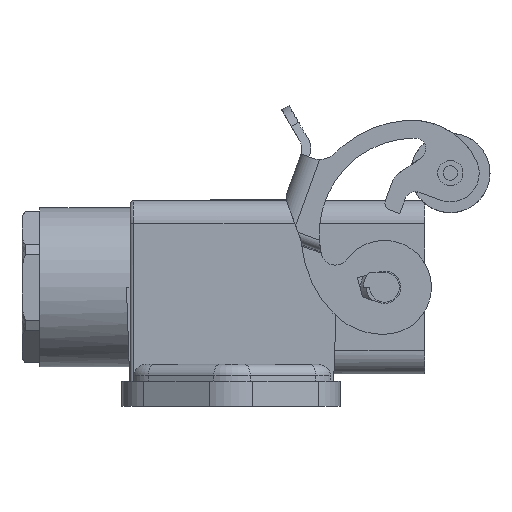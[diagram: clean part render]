
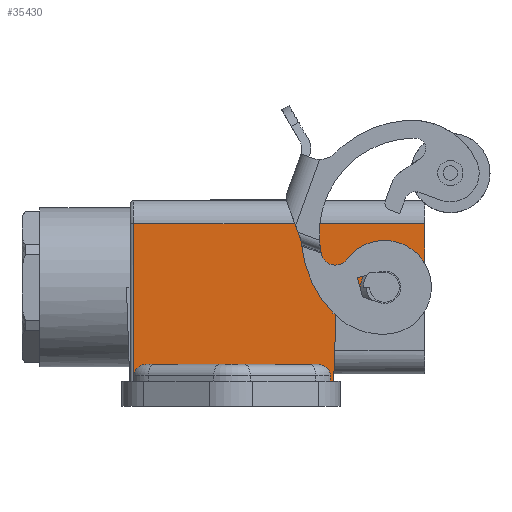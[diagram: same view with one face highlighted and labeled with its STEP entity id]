
A CAD part, left-side view. The second image highlights one B-rep face of the part: STEP entity #35430.
In plain terms, the highlighted face is planar.
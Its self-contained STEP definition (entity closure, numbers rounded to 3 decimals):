
#16210=CARTESIAN_POINT('',(11.844,77.012,-10.695));
#16220=VERTEX_POINT('',#16210);
#16250=CARTESIAN_POINT('',(9.081,77.012,-10.695));
#16260=DIRECTION('',(1.,0.,0.));
#16270=VECTOR('',#16260,1.);
#16280=LINE('',#16250,#16270);
#16290=CARTESIAN_POINT('',(-11.844,77.012,-10.695))
;
#16300=VERTEX_POINT('',#16290);
#16310=EDGE_CURVE('',#16300,#16220,#16280,.T.);
#22320=CARTESIAN_POINT('',(-26.689,76.984,0.));
#22330=VERTEX_POINT('',#22320);
#22410=CARTESIAN_POINT('',(-26.689,77.022,-14.731));
#22420=DIRECTION('',(0.,0.003,
-1.));
#22430=VECTOR('',#22420,1.);
#22440=LINE('',#22410,#22430);
#22450=CARTESIAN_POINT('',(-26.689,76.961,8.796));
#22460=VERTEX_POINT('',#22450);
#22470=EDGE_CURVE('',#22460,#22330,#22440,.T.);
#27690=CARTESIAN_POINT('',(13.616,77.022,-14.731));
#27700=VERTEX_POINT('',#27690);
#27730=CARTESIAN_POINT('',(9.081,74.812,
829.431));
#27740=DIRECTION('',(0.,1.,0.003));
#27750=DIRECTION('',(0.,-0.003,1.));
#27760=AXIS2_PLACEMENT_3D('',#27730,#27740,#27750);
#27770=ELLIPSE('',#27760,1927.05,5.045);
#27780=CARTESIAN_POINT('',(13.619,77.015,-12.209));
#27790=VERTEX_POINT('',#27780);
#27800=EDGE_CURVE('',#27790,#27700,#27770,.T.);
#28130=CARTESIAN_POINT('',(11.844,77.012,-10.695));
#28140=CARTESIAN_POINT('',(12.062,77.012,-10.695));
#28150=CARTESIAN_POINT('',(12.275,77.012,
-10.724));
#28160=CARTESIAN_POINT('',(12.586,77.012,
-10.819));
#28170=CARTESIAN_POINT('',(12.688,77.012,
-10.86));
#28180=CARTESIAN_POINT('',(12.88,77.012,
-10.959));
#28190=CARTESIAN_POINT('',(12.971,77.012,
-11.017));
#28200=CARTESIAN_POINT('',(13.228,77.013,
-11.219));
#28210=CARTESIAN_POINT('',(13.37,77.013,
-11.387));
#28220=CARTESIAN_POINT('',(13.518,77.014,
-11.679));
#28230=CARTESIAN_POINT('',(13.555,77.014,
-11.78));
#28240=CARTESIAN_POINT('',(13.606,77.015,
-11.991));
#28250=CARTESIAN_POINT('',(13.62,77.015,
-12.101));
#28260=CARTESIAN_POINT('',(13.619,77.015,-12.209));
#28270=B_SPLINE_CURVE_WITH_KNOTS('',3,(#28130,#28140,#28150,#28160,
#28170,#28180,#28190,#28200,#28210,#28220,#28230,#28240,#28250,#28260),
.UNSPECIFIED.,.F.,.F.,(4,2,2,2,2,2,4),(0.006,
0.006,0.007,0.007,
0.008,0.008,0.008),
.UNSPECIFIED.);
#28280=EDGE_CURVE('',#16220,#27790,#28270,.T.);
#29870=CARTESIAN_POINT('',(13.626,76.961,8.796));
#29880=VERTEX_POINT('',#29870);
#30140=CARTESIAN_POINT('',(13.626,77.053,-26.495));
#30150=DIRECTION('',(0.,0.003,
-1.));
#30160=VECTOR('',#30150,1.);
#30170=LINE('',#30140,#30160);
#30180=CARTESIAN_POINT('',(13.626,77.019,-13.406));
#30190=VERTEX_POINT('',#30180);
#30200=EDGE_CURVE('',#29880,#30190,#30170,.T.);
#30220=CARTESIAN_POINT('',(13.626,77.019,-13.406));
#30230=DIRECTION('',(0.001,0.003,
-1.));
#30240=VECTOR('',#30230,1.);
#30250=LINE('',#30220,#30240);
#30260=CARTESIAN_POINT('',(13.628,77.022,-14.731));
#30270=VERTEX_POINT('',#30260);
#30280=EDGE_CURVE('',#30190,#30270,#30250,.T.);
#32270=CARTESIAN_POINT('',(-6.306,76.961,
8.796));
#32280=DIRECTION('',(1.,0.,0.));
#32290=VECTOR('',#32280,1.);
#32300=LINE('',#32270,#32290);
#32310=EDGE_CURVE('',#22460,#29880,#32300,.T.);
#34560=CARTESIAN_POINT('',(14.126,77.022,-14.731));
#34570=DIRECTION('',(0.,1.,0.003));
#34580=DIRECTION('',(0.,-0.003,
1.));
#34590=AXIS2_PLACEMENT_3D('',#34560,#34570,#34580);
#34600=PLANE('',#34590);
#34610=ORIENTED_EDGE('',*,*,#28280,.F.);
#34620=ORIENTED_EDGE('',*,*,#27800,.F.);
#34630=CARTESIAN_POINT('',(0.,77.022,-14.731));
#34640=DIRECTION('',(1.,0.,-0.));
#34650=VECTOR('',#34640,1.);
#34660=LINE('',#34630,#34650);
#34670=EDGE_CURVE('',#27700,#30270,#34660,.T.);
#34680=ORIENTED_EDGE('',*,*,#34670,.F.);
#34690=ORIENTED_EDGE('',*,*,#30280,.T.);
#34700=ORIENTED_EDGE('',*,*,#30200,.T.);
#34710=ORIENTED_EDGE('',*,*,#32310,.T.);
#34720=ORIENTED_EDGE('',*,*,#22470,.F.);
#34730=CARTESIAN_POINT('',(14.126,76.984,0.)
);
#34740=DIRECTION('',(1.,0.,0.));
#34750=VECTOR('',#34740,1.);
#34760=LINE('',#34730,#34750);
#34770=CARTESIAN_POINT('',(-24.442,76.984,0.));
#34780=VERTEX_POINT('',#34770);
#34790=EDGE_CURVE('',#22330,#34780,#34760,.T.);
#34800=ORIENTED_EDGE('',*,*,#34790,.F.);
#34810=CARTESIAN_POINT('',(-21.139,76.984,0.009)
);
#34820=DIRECTION('',(0.,1.,0.003));
#34830=DIRECTION('',(0.,-0.003,1.));
#34840=AXIS2_PLACEMENT_3D('',#34810,#34820,#34830);
#34850=ELLIPSE('',#34840,3.303,3.303);
#34860=CARTESIAN_POINT('',(-17.836,76.984,
0.));
#34870=VERTEX_POINT('',#34860);
#34880=EDGE_CURVE('',#34780,#34870,#34850,.T.);
#34890=ORIENTED_EDGE('',*,*,#34880,.F.);
#34900=CARTESIAN_POINT('',(14.126,76.984,0.)
);
#34910=DIRECTION('',(1.,0.,0.));
#34920=VECTOR('',#34910,1.);
#34930=LINE('',#34900,#34920);
#34940=CARTESIAN_POINT('',(-14.54,76.984,
0.));
#34950=VERTEX_POINT('',#34940);
#34960=EDGE_CURVE('',#34870,#34950,#34930,.T.);
#34970=ORIENTED_EDGE('',*,*,#34960,.F.);
#34980=CARTESIAN_POINT('',(-13.992,77.025,
-15.713));
#34990=DIRECTION('',(0.035,0.003,
-0.999));
#35000=VECTOR('',#34990,1.);
#35010=LINE('',#34980,#35000);
#35020=CARTESIAN_POINT('',(-14.085,77.018,-13.031));
#35030=VERTEX_POINT('',#35020);
#35040=EDGE_CURVE('',#34950,#35030,#35010,.T.);
#35050=ORIENTED_EDGE('',*,*,#35040,.F.);
#35060=CARTESIAN_POINT('',(0.,77.018,-13.031));
#35070=DIRECTION('',(1.,0.,-0.));
#35080=VECTOR('',#35070,1.);
#35090=LINE('',#35060,#35080);
#35100=CARTESIAN_POINT('',(-13.618,77.018,-13.031))
;
#35110=VERTEX_POINT('',#35100);
#35120=EDGE_CURVE('',#35030,#35110,#35090,.T.);
#35130=ORIENTED_EDGE('',*,*,#35120,.F.);
#35140=CARTESIAN_POINT('',(-9.081,74.812,
829.431));
#35150=DIRECTION('',(0.,1.,0.003));
#35160=DIRECTION('',(0.,-0.003,1.));
#35170=AXIS2_PLACEMENT_3D('',#35140,#35150,#35160);
#35180=ELLIPSE('',#35170,1927.05,5.045);
#35190=CARTESIAN_POINT('',(-13.619,77.015,-12.209))
;
#35200=VERTEX_POINT('',#35190);
#35210=EDGE_CURVE('',#35110,#35200,#35180,.T.);
#35220=ORIENTED_EDGE('',*,*,#35210,.F.);
#35230=CARTESIAN_POINT('',(-13.619,77.015,-12.209))
;
#35240=CARTESIAN_POINT('',(-13.62,77.015,
-12.1));
#35250=CARTESIAN_POINT('',(-13.607,77.015,
-11.992));
#35260=CARTESIAN_POINT('',(-13.556,77.014,
-11.782));
#35270=CARTESIAN_POINT('',(-13.518,77.014,
-11.679));
#35280=CARTESIAN_POINT('',(-13.371,77.013,
-11.39));
#35290=CARTESIAN_POINT('',(-13.229,77.013,
-11.22));
#35300=CARTESIAN_POINT('',(-12.974,77.012,
-11.018));
#35310=CARTESIAN_POINT('',(-12.881,77.012,
-10.959));
#35320=CARTESIAN_POINT('',(-12.689,77.012,
-10.861));
#35330=CARTESIAN_POINT('',(-12.589,77.012,
-10.82));
#35340=CARTESIAN_POINT('',(-12.276,77.012,
-10.724));
#35350=CARTESIAN_POINT('',(-12.061,77.012,-10.695))
;
#35360=CARTESIAN_POINT('',(-11.844,77.012,-10.695))
;
#35370=B_SPLINE_CURVE_WITH_KNOTS('',3,(#35230,#35240,#35250,#35260,
#35270,#35280,#35290,#35300,#35310,#35320,#35330,#35340,#35350,#35360),
.UNSPECIFIED.,.F.,.F.,(4,2,2,2,2,2,4),(0.008,
0.008,0.009,0.009,
0.01,0.01,0.011),
.UNSPECIFIED.);
#35380=EDGE_CURVE('',#35200,#16300,#35370,.T.);
#35390=ORIENTED_EDGE('',*,*,#35380,.F.);
#35400=ORIENTED_EDGE('',*,*,#16310,.F.);
#35410=EDGE_LOOP('',(#35400,#35390,#35220,#35130,#35050,#34970,#34890,
#34800,#34720,#34710,#34700,#34690,#34680,#34620,#34610));
#35420=FACE_OUTER_BOUND('',#35410,.T.);
#35430=ADVANCED_FACE('',(#35420),#34600,.T.);
